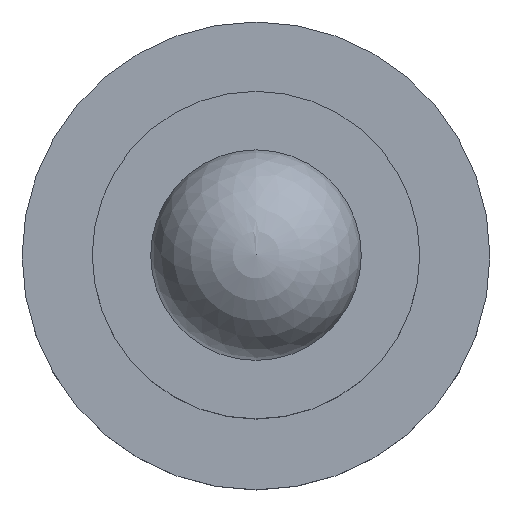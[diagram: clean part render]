
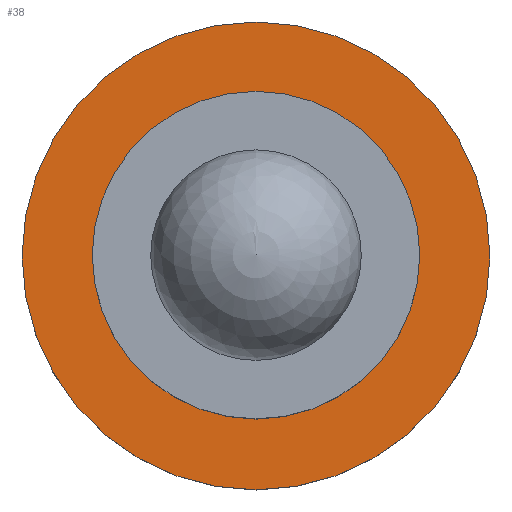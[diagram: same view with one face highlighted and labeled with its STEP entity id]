
A CAD part, top view. The second image highlights one B-rep face of the part: STEP entity #38.
In plain terms, the highlighted planar face has unit normal (0, 0, 1).
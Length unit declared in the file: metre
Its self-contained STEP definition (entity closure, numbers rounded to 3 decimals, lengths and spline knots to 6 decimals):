
#38 = ADVANCED_FACE( '', ( #81, #82 ), #83, .F. );
#81 = FACE_OUTER_BOUND( '', #136, .T. );
#82 = FACE_BOUND( '', #137, .T. );
#83 = PLANE( '', #138 );
#136 = EDGE_LOOP( '', ( #187 ) );
#137 = EDGE_LOOP( '', ( #188 ) );
#138 = AXIS2_PLACEMENT_3D( '', #189, #190, #191 );
#187 = ORIENTED_EDGE( '', *, *, #256, .F. );
#188 = ORIENTED_EDGE( '', *, *, #257, .T. );
#189 = CARTESIAN_POINT( '', ( 0., 0.00225, 0.000866 ) );
#190 = DIRECTION( '', ( 0., 0., -1. ) );
#191 = DIRECTION( '', ( -1., 0., 0. ) );
#256 = EDGE_CURVE( '', #283, #283, #284, .T. );
#257 = EDGE_CURVE( '', #285, #285, #286, .T. );
#283 = VERTEX_POINT( '', #317 );
#284 = CIRCLE( '', #318, 0.003 );
#285 = VERTEX_POINT( '', #319 );
#286 = CIRCLE( '', #320, 0.0015 );
#317 = CARTESIAN_POINT( '', ( -0.003, 0., 0.000866 ) );
#318 = AXIS2_PLACEMENT_3D( '', #351, #352, #353 );
#319 = CARTESIAN_POINT( '', ( -0.0015, 0., 0.000866 ) );
#320 = AXIS2_PLACEMENT_3D( '', #354, #355, #356 );
#351 = CARTESIAN_POINT( '', ( 0., 0., 0.000866 ) );
#352 = DIRECTION( '', ( 0., 0., -1. ) );
#353 = DIRECTION( '', ( -1., 0., 0. ) );
#354 = CARTESIAN_POINT( '', ( 0., 0., 0.000866 ) );
#355 = DIRECTION( '', ( 0., 0., -1. ) );
#356 = DIRECTION( '', ( -1., 0., 0. ) );
